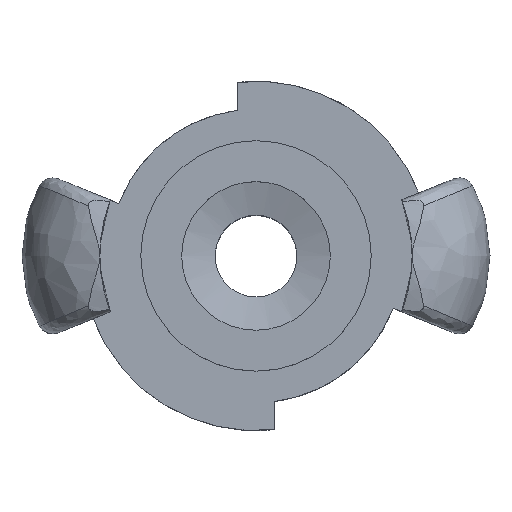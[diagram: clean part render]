
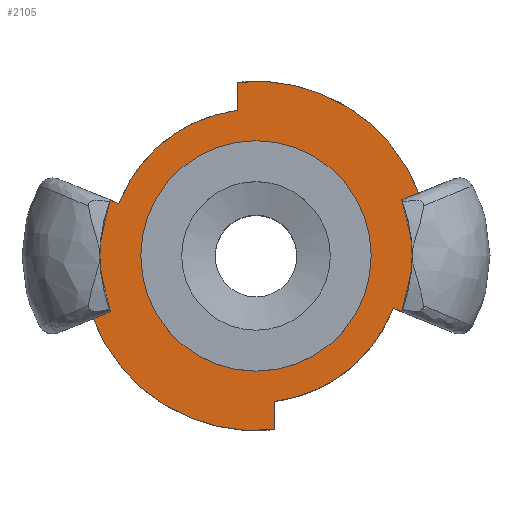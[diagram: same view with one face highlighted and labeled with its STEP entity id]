
A CAD part, top view. The second image highlights one B-rep face of the part: STEP entity #2105.
In plain terms, the highlighted planar face has unit normal (0, 0, 1).
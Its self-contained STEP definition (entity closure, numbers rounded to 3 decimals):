
#175=FACE_BOUND('',#448,.T.);
#202=PLANE('',#2350);
#311=FACE_OUTER_BOUND('',#447,.T.);
#447=EDGE_LOOP('',(#1737,#1738,#1739,#1740,#1741,#1742,#1743,#1744,#1745,
#1746,#1747,#1748));
#448=EDGE_LOOP('',(#1749));
#513=LINE('',#3634,#594);
#520=LINE('',#3804,#601);
#527=LINE('',#3926,#608);
#535=LINE('',#4055,#616);
#541=LINE('',#4400,#622);
#546=LINE('',#4454,#627);
#594=VECTOR('',#2743,10.);
#601=VECTOR('',#2758,10.);
#608=VECTOR('',#2769,10.);
#616=VECTOR('',#2781,10.);
#622=VECTOR('',#2829,10.);
#627=VECTOR('',#2850,10.);
#639=CIRCLE('',#2157,15.5);
#734=CIRCLE('',#2331,19.75);
#737=CIRCLE('',#2336,19.75);
#740=CIRCLE('',#2340,23.5);
#743=CIRCLE('',#2346,23.5);
#746=CIRCLE('',#2351,25.5);
#747=CIRCLE('',#2352,25.5);
#758=VERTEX_POINT('',#2934);
#874=VERTEX_POINT('',#3631);
#875=VERTEX_POINT('',#3633);
#889=VERTEX_POINT('',#3801);
#890=VERTEX_POINT('',#3803);
#900=VERTEX_POINT('',#3923);
#901=VERTEX_POINT('',#3925);
#911=VERTEX_POINT('',#4052);
#912=VERTEX_POINT('',#4054);
#921=VERTEX_POINT('',#4252);
#926=VERTEX_POINT('',#4307);
#931=VERTEX_POINT('',#4353);
#936=VERTEX_POINT('',#4404);
#951=EDGE_CURVE('',#758,#758,#639,.T.);
#1127=EDGE_CURVE('',#874,#875,#513,.T.);
#1146=EDGE_CURVE('',#890,#889,#520,.T.);
#1161=EDGE_CURVE('',#900,#901,#527,.T.);
#1175=EDGE_CURVE('',#911,#912,#535,.T.);
#1192=EDGE_CURVE('',#921,#875,#734,.T.);
#1199=EDGE_CURVE('',#926,#912,#737,.T.);
#1205=EDGE_CURVE('',#900,#931,#740,.T.);
#1212=EDGE_CURVE('',#931,#921,#541,.T.);
#1214=EDGE_CURVE('',#889,#936,#743,.T.);
#1222=EDGE_CURVE('',#890,#874,#746,.T.);
#1223=EDGE_CURVE('',#926,#936,#546,.T.);
#1224=EDGE_CURVE('',#901,#911,#747,.T.);
#1737=ORIENTED_EDGE('',*,*,#1205,.T.);
#1738=ORIENTED_EDGE('',*,*,#1212,.T.);
#1739=ORIENTED_EDGE('',*,*,#1192,.T.);
#1740=ORIENTED_EDGE('',*,*,#1127,.F.);
#1741=ORIENTED_EDGE('',*,*,#1222,.F.);
#1742=ORIENTED_EDGE('',*,*,#1146,.T.);
#1743=ORIENTED_EDGE('',*,*,#1214,.T.);
#1744=ORIENTED_EDGE('',*,*,#1223,.F.);
#1745=ORIENTED_EDGE('',*,*,#1199,.T.);
#1746=ORIENTED_EDGE('',*,*,#1175,.F.);
#1747=ORIENTED_EDGE('',*,*,#1224,.F.);
#1748=ORIENTED_EDGE('',*,*,#1161,.F.);
#1749=ORIENTED_EDGE('',*,*,#951,.T.);
#2105=ADVANCED_FACE('',(#311,#175),#202,.F.);
#2157=AXIS2_PLACEMENT_3D('',#2935,#2391,#2392);
#2331=AXIS2_PLACEMENT_3D('',#4253,#2799,#2800);
#2336=AXIS2_PLACEMENT_3D('',#4308,#2810,#2811);
#2340=AXIS2_PLACEMENT_3D('',#4354,#2819,#2820);
#2346=AXIS2_PLACEMENT_3D('',#4405,#2835,#2836);
#2350=AXIS2_PLACEMENT_3D('',#4452,#2846,#2847);
#2351=AXIS2_PLACEMENT_3D('',#4453,#2848,#2849);
#2352=AXIS2_PLACEMENT_3D('',#4455,#2851,#2852);
#2391=DIRECTION('center_axis',(0.,0.,-1.));
#2392=DIRECTION('ref_axis',(1.,0.,0.));
#2743=DIRECTION('',(-0.927,0.375,0.));
#2758=DIRECTION('',(-0.927,-0.375,0.));
#2769=DIRECTION('',(-0.927,-0.375,0.));
#2781=DIRECTION('',(0.927,-0.375,0.));
#2799=DIRECTION('center_axis',(0.,0.,1.));
#2800=DIRECTION('ref_axis',(0.582,0.813,0.));
#2810=DIRECTION('center_axis',(0.,0.,1.));
#2811=DIRECTION('ref_axis',(0.582,-0.813,0.));
#2819=DIRECTION('center_axis',(0.,0.,1.));
#2820=DIRECTION('ref_axis',(0.106,0.994,0.));
#2829=DIRECTION('',(0.,1.,0.));
#2835=DIRECTION('center_axis',(0.,0.,1.));
#2836=DIRECTION('ref_axis',(-0.657,-0.753,0.));
#2846=DIRECTION('center_axis',(0.,0.,-1.));
#2847=DIRECTION('ref_axis',(-1.,0.,0.));
#2848=DIRECTION('center_axis',(0.,0.,-1.));
#2849=DIRECTION('ref_axis',(-1.,0.,0.));
#2850=DIRECTION('',(0.,1.,0.));
#2851=DIRECTION('center_axis',(0.,0.,-1.));
#2852=DIRECTION('ref_axis',(-1.,0.,0.));
#2934=CARTESIAN_POINT('',(0.,-15.5,0.));
#2935=CARTESIAN_POINT('Origin',(0.,0.,0.));
#3631=CARTESIAN_POINT('',(23.779,-9.209,0.));
#3633=CARTESIAN_POINT('',(18.449,-7.05,0.));
#3634=CARTESIAN_POINT('',(14.175,-5.319,0.));
#3801=CARTESIAN_POINT('',(21.925,8.458,0.));
#3803=CARTESIAN_POINT('',(23.779,9.209,0.));
#3804=CARTESIAN_POINT('',(14.175,5.319,0.));
#3923=CARTESIAN_POINT('',(-21.925,-8.458,0.));
#3925=CARTESIAN_POINT('',(-23.779,-9.209,0.));
#3926=CARTESIAN_POINT('',(-14.175,-5.319,0.));
#4052=CARTESIAN_POINT('',(-23.779,9.209,0.));
#4054=CARTESIAN_POINT('',(-18.449,7.05,0.));
#4055=CARTESIAN_POINT('',(-14.175,5.319,0.));
#4252=CARTESIAN_POINT('',(2.5,-19.591,0.));
#4253=CARTESIAN_POINT('Origin',(0.,0.,
0.));
#4307=CARTESIAN_POINT('',(-2.5,19.591,0.));
#4308=CARTESIAN_POINT('Origin',(0.,0.,
0.));
#4353=CARTESIAN_POINT('',(2.5,-23.367,0.));
#4354=CARTESIAN_POINT('Origin',(0.,0.,
0.));
#4400=CARTESIAN_POINT('',(2.5,0.,0.));
#4404=CARTESIAN_POINT('',(-2.5,23.367,0.));
#4405=CARTESIAN_POINT('Origin',(0.,0.,
0.));
#4452=CARTESIAN_POINT('Origin',(0.,0.,0.));
#4453=CARTESIAN_POINT('Origin',(0.,0.,0.));
#4454=CARTESIAN_POINT('',(-2.5,0.,0.));
#4455=CARTESIAN_POINT('Origin',(0.,0.,0.));
